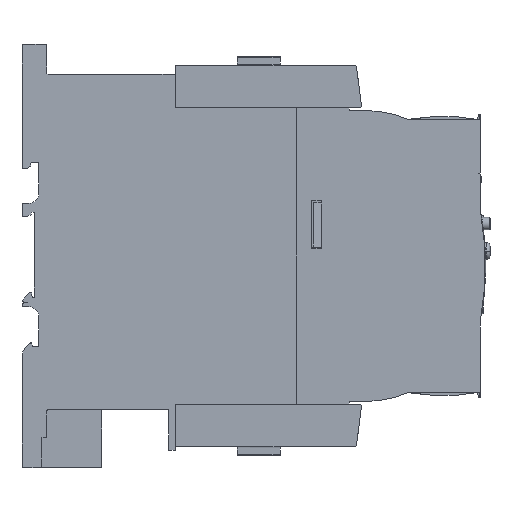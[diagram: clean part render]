
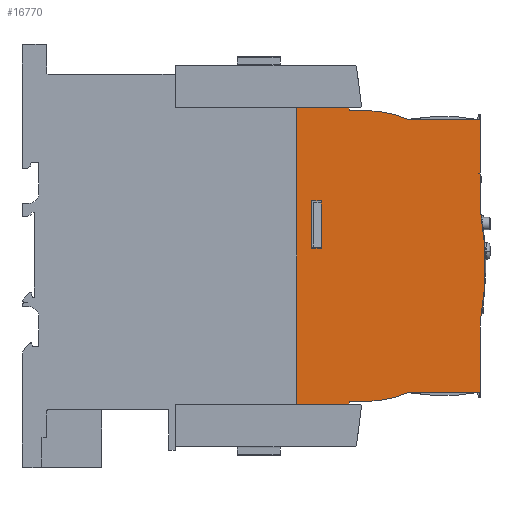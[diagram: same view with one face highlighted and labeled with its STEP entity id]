
A CAD part, left-side view. The second image highlights one B-rep face of the part: STEP entity #16770.
In plain terms, the highlighted planar face has unit normal (-1, 0, 0).
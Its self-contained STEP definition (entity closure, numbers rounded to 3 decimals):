
#7538=EDGE_CURVE('',#19862,#8242,#22443,.T.);
#7860=VERTEX_POINT('',#22800);
#8110=VERTEX_POINT('',#23075);
#8112=EDGE_CURVE('',#19230,#17252,#23077,.T.);
#8242=VERTEX_POINT('',#23225);
#8422=EDGE_CURVE('',#11218,#7860,#23428,.T.);
#9022=EDGE_CURVE('',#15472,#11218,#24079,.T.);
#9350=EDGE_CURVE('',#21164,#12192,#24441,.T.);
#9452=EDGE_CURVE('',#12192,#19230,#24551,.T.);
#9664=EDGE_CURVE('',#8242,#13730,#24792,.T.);
#10898=VERTEX_POINT('',#26164);
#11194=VERTEX_POINT('',#26480);
#11218=VERTEX_POINT('',#26504);
#11856=EDGE_CURVE('',#18948,#17138,#27215,.T.);
#12132=EDGE_CURVE('',#17252,#17632,#27517,.T.);
#12192=VERTEX_POINT('',#27583);
#12550=EDGE_CURVE('',#8110,#20658,#27973,.T.);
#12684=EDGE_CURVE('',#13730,#8110,#28119,.T.);
#12810=VERTEX_POINT('',#28259);
#12868=EDGE_CURVE('',#17632,#15472,#28321,.T.);
#12908=VERTEX_POINT('',#28366);
#13006=EDGE_CURVE('',#16568,#10898,#28469,.T.);
#13730=VERTEX_POINT('',#29271);
#14618=EDGE_CURVE('',#20658,#17548,#30266,.T.);
#14714=EDGE_CURVE('',#15710,#19328,#30369,.T.);
#15368=VERTEX_POINT('',#31102);
#15472=VERTEX_POINT('',#31213);
#15602=VERTEX_POINT('',#31352);
#15710=VERTEX_POINT('',#31471);
#16106=EDGE_CURVE('',#7860,#15368,#31898,.T.);
#16568=VERTEX_POINT('',#32402);
#16770=ADVANCED_FACE('',(#32626,#32627),#32628,.T.);
#16784=EDGE_CURVE('',#10898,#15710,#32643,.T.);
#16808=EDGE_CURVE('',#17138,#11194,#32668,.T.);
#17078=EDGE_CURVE('',#15368,#18948,#32963,.T.);
#17138=VERTEX_POINT('',#33029);
#17252=VERTEX_POINT('',#33152);
#17548=VERTEX_POINT('',#33481);
#17600=EDGE_CURVE('',#18654,#12810,#33534,.T.);
#17632=VERTEX_POINT('',#33568);
#18350=EDGE_CURVE('',#15602,#21164,#34354,.T.);
#18654=VERTEX_POINT('',#34696);
#18836=EDGE_CURVE('',#19328,#16568,#34896,.T.);
#18948=VERTEX_POINT('',#35018);
#19230=VERTEX_POINT('',#35324);
#19328=VERTEX_POINT('',#35434);
#19436=EDGE_CURVE('',#11194,#12908,#35552,.T.);
#19598=EDGE_CURVE('',#17548,#18654,#35734,.T.);
#19862=VERTEX_POINT('',#36024);
#20658=VERTEX_POINT('',#36913);
#21164=VERTEX_POINT('',#37465);
#21610=EDGE_CURVE('',#12908,#19862,#37951,.T.);
#22272=EDGE_CURVE('',#12810,#15602,#38671,.T.);
#22443=LINE('',#38871,#38872);
#22800=CARTESIAN_POINT('',(-35.0,-184.1,54.4));
#23075=CARTESIAN_POINT('',(-35.0,-184.1,-54.4));
#23077=LINE('',#39733,#39734);
#23225=CARTESIAN_POINT('',(-35.0,-184.1,18.5));
#23428=LINE('',#40205,#40206);
#24079=LINE('',#41161,#41162);
#24441=LINE('',#41669,#41670);
#24551=LINE('',#41829,#41830);
#24792=CIRCLE('',#42158,120.);
#26164=CARTESIAN_POINT('',(-35.0,-120.3,3.1));
#26480=CARTESIAN_POINT('',(-35.0,-183.5,33.));
#26504=CARTESIAN_POINT('',(-35.0,-183.5,55.));
#27215=LINE('',#45889,#45890);
#27517=LINE('',#46339,#46340);
#27583=CARTESIAN_POINT('',(-35.0,-110.3,59.5));
#27973=LINE('',#47064,#47065);
#28119=LINE('',#47364,#47365);
#28259=CARTESIAN_POINT('',(-35.0,-131.65,-58.5));
#28321=CIRCLE('',#47664,48.);
#28366=CARTESIAN_POINT('',(-35.0,-183.9,33.));
#28469=LINE('',#47869,#47870);
#29271=CARTESIAN_POINT('',(-35.0,-184.1,-26.5));
#30266=LINE('',#50543,#50544);
#30369=LINE('',#50710,#50711);
#31102=CARTESIAN_POINT('',(-35.0,-184.1,33.5));
#31213=CARTESIAN_POINT('',(-35.0,-154.9,55.));
#31352=CARTESIAN_POINT('',(-35.0,-131.286,-59.5));
#31471=CARTESIAN_POINT('',(-35.0,-116.3,3.1));
#31898=LINE('',#52880,#52881);
#32402=CARTESIAN_POINT('',(-35.0,-120.3,22.1));
#32626=FACE_BOUND('',#53912,.T.);
#32627=FACE_OUTER_BOUND('',#53913,.T.);
#32628=PLANE('',#53914);
#32643=LINE('',#53934,#53935);
#32668=LINE('',#53991,#53992);
#32963=LINE('',#54408,#54409);
#33029=CARTESIAN_POINT('',(-35.0,-183.5,33.3));
#33152=CARTESIAN_POINT('',(-35.0,-131.65,58.5));
#33481=CARTESIAN_POINT('',(-35.0,-154.9,-55.));
#33534=LINE('',#55269,#55270);
#33568=CARTESIAN_POINT('',(-35.0,-136.907,58.5));
#34354=LINE('',#56479,#56480);
#34696=CARTESIAN_POINT('',(-35.0,-136.907,-58.5));
#34896=LINE('',#57258,#57259);
#35018=CARTESIAN_POINT('',(-35.0,-183.9,33.3));
#35324=CARTESIAN_POINT('',(-35.0,-131.286,59.5));
#35434=CARTESIAN_POINT('',(-35.0,-116.3,22.1));
#35552=LINE('',#58249,#58250);
#35734=CIRCLE('',#58507,48.053);
#36024=CARTESIAN_POINT('',(-35.0,-184.1,32.8));
#36913=CARTESIAN_POINT('',(-35.0,-183.5,-55.));
#37465=CARTESIAN_POINT('',(-35.0,-110.3,-59.5));
#37951=LINE('',#61888,#61889);
#38671=LINE('',#62954,#62955);
#38871=CARTESIAN_POINT('',(-35.0,-184.1,18.5));
#38872=VECTOR('',#63145,1.0);
#39733=CARTESIAN_POINT('',(-35.0,-131.65,58.5));
#39734=VECTOR('',#63832,1.);
#40205=CARTESIAN_POINT('',(-35.0,-184.1,54.4));
#40206=VECTOR('',#64241,1.0);
#41161=CARTESIAN_POINT('',(-35.0,-183.5,55.));
#41162=VECTOR('',#64901,1.0);
#41669=CARTESIAN_POINT('',(-35.0,-110.3,59.5));
#41670=VECTOR('',#65316,1.0);
#41829=CARTESIAN_POINT('',(-35.0,-131.286,59.5));
#41830=VECTOR('',#65421,1.0);
#42158=AXIS2_PLACEMENT_3D('',#65697,#65698,#65699);
#45889=CARTESIAN_POINT('',(-35.0,-183.5,33.3));
#45890=VECTOR('',#68441,1.0);
#46339=CARTESIAN_POINT('',(-35.0,-136.907,58.5));
#46340=VECTOR('',#68752,1.0);
#47064=CARTESIAN_POINT('',(-35.0,-183.5,-55.));
#47065=VECTOR('',#69207,1.);
#47364=CARTESIAN_POINT('',(-35.0,-184.1,-54.4));
#47365=VECTOR('',#69370,1.0);
#47664=AXIS2_PLACEMENT_3D('',#69601,#69602,#69603);
#47869=CARTESIAN_POINT('',(-35.0,-120.3,6.341));
#47870=VECTOR('',#69740,1.0);
#50543=CARTESIAN_POINT('',(-35.0,-154.9,-55.));
#50544=VECTOR('',#71806,1.0);
#50710=CARTESIAN_POINT('',(-35.0,-116.3,6.341));
#50711=VECTOR('',#71894,1.0);
#52880=CARTESIAN_POINT('',(-35.0,-184.1,33.5));
#52881=VECTOR('',#73527,1.0);
#53912=EDGE_LOOP('',(#74325,#74326,#74327,#74328));
#53913=EDGE_LOOP('',(#74329,#74330,#74331,#74332,#74333,#74334,#74335,#74336,#74337,#74338,#74339,#74340,#74341,#74342,#74343,#74344,#74345,#74346,#74347,#74348,#74349,#74350));
#53914=AXIS2_PLACEMENT_3D('',#74351,#74352,#74353);
#53934=CARTESIAN_POINT('',(-35.0,-131.388,3.1));
#53935=VECTOR('',#74364,1.0);
#53991=CARTESIAN_POINT('',(-35.0,-183.5,33.));
#53992=VECTOR('',#74375,1.0);
#54408=CARTESIAN_POINT('',(-35.0,-183.9,33.3));
#54409=VECTOR('',#74673,1.);
#55269=CARTESIAN_POINT('',(-35.0,-131.65,-58.5));
#55270=VECTOR('',#75256,1.);
#56479=CARTESIAN_POINT('',(-35.0,-110.3,-59.5));
#56480=VECTOR('',#76120,1.0);
#57258=CARTESIAN_POINT('',(-35.0,-131.388,22.1));
#57259=VECTOR('',#76726,1.0);
#58249=CARTESIAN_POINT('',(-35.0,-183.9,33.));
#58250=VECTOR('',#77399,1.0);
#58507=AXIS2_PLACEMENT_3D('',#77631,#77632,#77633);
#61888=CARTESIAN_POINT('',(-35.0,-184.1,32.8));
#61889=VECTOR('',#80135,1.);
#62954=CARTESIAN_POINT('',(-35.0,-131.286,-59.5));
#62955=VECTOR('',#80909,1.);
#63145=DIRECTION('',(0.0,0.0,-1.0));
#63832=DIRECTION('',(0.0,-0.342,-0.94));
#64241=DIRECTION('',(0.0,-0.707,-0.707));
#64901=DIRECTION('',(0.0,-1.0,0.0));
#65316=DIRECTION('',(0.0,0.0,1.0));
#65421=DIRECTION('',(0.0,-1.0,0.));
#65697=CARTESIAN_POINT('',(-35.0,-66.228,-4.));
#65698=DIRECTION('',(1.0,0.0,0.0));
#65699=DIRECTION('',(0.0,-0.982,-0.188));
#68441=DIRECTION('',(0.0,1.0,0.0));
#68752=DIRECTION('',(0.0,-1.0,0.0));
#69207=DIRECTION('',(0.0,0.707,-0.707));
#69370=DIRECTION('',(0.0,0.0,-1.0));
#69601=CARTESIAN_POINT('',(-35.0,-136.907,10.5));
#69602=DIRECTION('',(1.0,0.0,0.0));
#69603=DIRECTION('',(0.0,-0.375,0.927));
#69740=DIRECTION('',(0.0,0.0,-1.0));
#71806=DIRECTION('',(0.0,1.,0.));
#71894=DIRECTION('',(0.0,0.0,1.0));
#73527=DIRECTION('',(0.0,0.0,-1.0));
#74325=ORIENTED_EDGE('',*,*,#18836,.T.);
#74326=ORIENTED_EDGE('',*,*,#13006,.T.);
#74327=ORIENTED_EDGE('',*,*,#16784,.T.);
#74328=ORIENTED_EDGE('',*,*,#14714,.T.);
#74329=ORIENTED_EDGE('',*,*,#9452,.F.);
#74330=ORIENTED_EDGE('',*,*,#9350,.F.);
#74331=ORIENTED_EDGE('',*,*,#18350,.F.);
#74332=ORIENTED_EDGE('',*,*,#22272,.F.);
#74333=ORIENTED_EDGE('',*,*,#17600,.F.);
#74334=ORIENTED_EDGE('',*,*,#19598,.F.);
#74335=ORIENTED_EDGE('',*,*,#14618,.F.);
#74336=ORIENTED_EDGE('',*,*,#12550,.F.);
#74337=ORIENTED_EDGE('',*,*,#12684,.F.);
#74338=ORIENTED_EDGE('',*,*,#9664,.F.);
#74339=ORIENTED_EDGE('',*,*,#7538,.F.);
#74340=ORIENTED_EDGE('',*,*,#21610,.F.);
#74341=ORIENTED_EDGE('',*,*,#19436,.F.);
#74342=ORIENTED_EDGE('',*,*,#16808,.F.);
#74343=ORIENTED_EDGE('',*,*,#11856,.F.);
#74344=ORIENTED_EDGE('',*,*,#17078,.F.);
#74345=ORIENTED_EDGE('',*,*,#16106,.F.);
#74346=ORIENTED_EDGE('',*,*,#8422,.F.);
#74347=ORIENTED_EDGE('',*,*,#9022,.F.);
#74348=ORIENTED_EDGE('',*,*,#12868,.F.);
#74349=ORIENTED_EDGE('',*,*,#12132,.F.);
#74350=ORIENTED_EDGE('',*,*,#8112,.F.);
#74351=CARTESIAN_POINT('',(-35.0,-146.475,0.082));
#74352=DIRECTION('',(-1.0,0.0,0.0));
#74353=DIRECTION('',(0.0,0.0,-1.0));
#74364=DIRECTION('',(0.0,1.0,0.0));
#74375=DIRECTION('',(0.0,0.0,-1.0));
#74673=DIRECTION('',(0.0,0.707,-0.707));
#75256=DIRECTION('',(0.0,1.,0.));
#76120=DIRECTION('',(0.0,1.0,0.));
#76726=DIRECTION('',(0.0,-1.0,0.0));
#77399=DIRECTION('',(0.0,-1.0,0.0));
#77631=CARTESIAN_POINT('',(-35.0,-136.896,-10.447));
#77632=DIRECTION('',(1.0,0.0,0.0));
#77633=DIRECTION('',(0.0,0.,-1.));
#80135=DIRECTION('',(0.0,-0.707,-0.707));
#80909=DIRECTION('',(0.0,0.342,-0.94));
